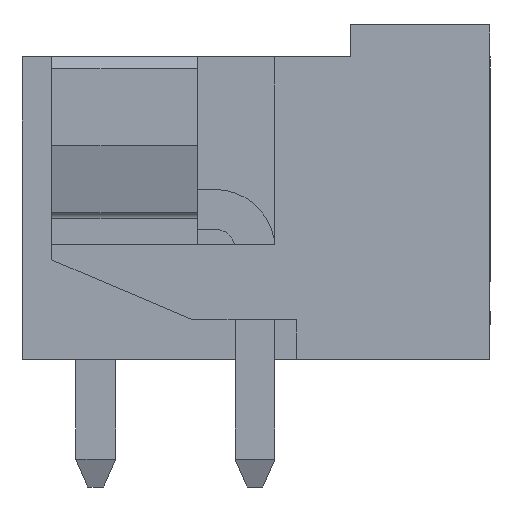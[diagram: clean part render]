
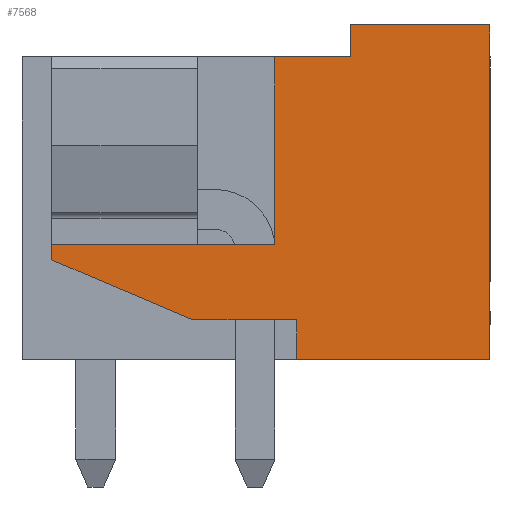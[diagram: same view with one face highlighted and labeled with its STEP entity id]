
A CAD part, left-side view. The second image highlights one B-rep face of the part: STEP entity #7568.
In plain terms, the highlighted planar face has unit normal (-1, 0, 0).
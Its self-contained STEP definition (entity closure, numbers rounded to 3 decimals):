
#7541=AXIS2_PLACEMENT_3D('Plane Axis2P3D',#7538,#7539,#7540) ;
#217=CARTESIAN_POINT('Vertex',(0.,0.,11.6)) ;
#220=CARTESIAN_POINT('Line Origine',(0.,0.,7.4)) ;
#224=CARTESIAN_POINT('Vertex',(0.,0.,3.2)) ;
#1103=CARTESIAN_POINT('Vertex',(0.,3.5,11.6)) ;
#1106=CARTESIAN_POINT('Line Origine',(0.,1.75,11.6)) ;
#1463=CARTESIAN_POINT('Vertex',(0.,5.4,10.8)) ;
#1466=CARTESIAN_POINT('Line Origine',(0.,4.45,10.8)) ;
#1470=CARTESIAN_POINT('Vertex',(0.,3.5,10.8)) ;
#2243=CARTESIAN_POINT('Line Origine',(0.,2.427,3.2)) ;
#2247=CARTESIAN_POINT('Vertex',(0.,4.854,3.2)) ;
#7012=CARTESIAN_POINT('Vertex',(0.,11.,5.7)) ;
#7026=CARTESIAN_POINT('Vertex',(0.,7.465,4.2)) ;
#7029=CARTESIAN_POINT('Line Origine',(0.,9.233,4.95)) ;
#7057=CARTESIAN_POINT('Vertex',(0.,4.854,4.2)) ;
#7060=CARTESIAN_POINT('Line Origine',(0.,6.16,4.2)) ;
#7311=CARTESIAN_POINT('Line Origine',(0.,4.854,3.7)) ;
#7328=CARTESIAN_POINT('Line Origine',(0.,3.5,11.2)) ;
#7390=CARTESIAN_POINT('Line Origine',(0.,11.,5.89)) ;
#7394=CARTESIAN_POINT('Vertex',(0.,11.,6.08)) ;
#7538=CARTESIAN_POINT('Axis2P3D Location',(0.,0.,0.)) ;
#7543=CARTESIAN_POINT('Line Origine',(0.,8.2,6.08)) ;
#7547=CARTESIAN_POINT('Vertex',(0.,5.4,6.08)) ;
#7550=CARTESIAN_POINT('Line Origine',(0.,5.4,8.44)) ;
#221=DIRECTION('Vector Direction',(0.,0.,-1.)) ;
#1107=DIRECTION('Vector Direction',(0.,-1.,0.)) ;
#1467=DIRECTION('Vector Direction',(0.,-1.,0.)) ;
#2244=DIRECTION('Vector Direction',(0.,1.,0.)) ;
#7030=DIRECTION('Vector Direction',(0.,-0.921,-0.391)) ;
#7061=DIRECTION('Vector Direction',(0.,-1.,0.)) ;
#7312=DIRECTION('Vector Direction',(0.,0.,1.)) ;
#7329=DIRECTION('Vector Direction',(0.,0.,1.)) ;
#7391=DIRECTION('Vector Direction',(0.,0.,-1.)) ;
#7539=DIRECTION('Axis2P3D Direction',(-1.,0.,0.)) ;
#7540=DIRECTION('Axis2P3D XDirection',(0.,-1.,0.)) ;
#7544=DIRECTION('Vector Direction',(0.,1.,0.)) ;
#7551=DIRECTION('Vector Direction',(0.,0.,1.)) ;
#222=VECTOR('Line Direction',#221,1.) ;
#1108=VECTOR('Line Direction',#1107,1.) ;
#1468=VECTOR('Line Direction',#1467,1.) ;
#2245=VECTOR('Line Direction',#2244,1.) ;
#7031=VECTOR('Line Direction',#7030,1.) ;
#7062=VECTOR('Line Direction',#7061,1.) ;
#7313=VECTOR('Line Direction',#7312,1.) ;
#7330=VECTOR('Line Direction',#7329,1.) ;
#7392=VECTOR('Line Direction',#7391,1.) ;
#7545=VECTOR('Line Direction',#7544,1.) ;
#7552=VECTOR('Line Direction',#7551,1.) ;
#7556=ORIENTED_EDGE('',*,*,#7549,.T.) ;
#7557=ORIENTED_EDGE('',*,*,#7396,.T.) ;
#7558=ORIENTED_EDGE('',*,*,#7033,.T.) ;
#7559=ORIENTED_EDGE('',*,*,#7064,.T.) ;
#7560=ORIENTED_EDGE('',*,*,#7315,.F.) ;
#7561=ORIENTED_EDGE('',*,*,#2249,.T.) ;
#7562=ORIENTED_EDGE('',*,*,#226,.T.) ;
#7563=ORIENTED_EDGE('',*,*,#1110,.T.) ;
#7564=ORIENTED_EDGE('',*,*,#7332,.T.) ;
#7565=ORIENTED_EDGE('',*,*,#1472,.T.) ;
#7566=ORIENTED_EDGE('',*,*,#7554,.F.) ;
#7568=ADVANCED_FACE('HOUSING',(#7567),#7542,.T.) ;
#226=EDGE_CURVE('',#225,#218,#223,.F.) ;
#1110=EDGE_CURVE('',#218,#1104,#1109,.F.) ;
#1472=EDGE_CURVE('',#1471,#1464,#1469,.F.) ;
#2249=EDGE_CURVE('',#2248,#225,#2246,.F.) ;
#7033=EDGE_CURVE('',#7013,#7027,#7032,.T.) ;
#7064=EDGE_CURVE('',#7027,#7058,#7063,.T.) ;
#7315=EDGE_CURVE('',#2248,#7058,#7314,.T.) ;
#7332=EDGE_CURVE('',#1104,#1471,#7331,.F.) ;
#7396=EDGE_CURVE('',#7395,#7013,#7393,.T.) ;
#7549=EDGE_CURVE('',#7548,#7395,#7546,.T.) ;
#7554=EDGE_CURVE('',#7548,#1464,#7553,.T.) ;
#7555=EDGE_LOOP('',(#7556,#7557,#7558,#7559,#7560,#7561,#7562,#7563,#7564,#7565,#7566)) ;
#7567=FACE_OUTER_BOUND('',#7555,.T.) ;
#223=LINE('Line',#220,#222) ;
#1109=LINE('Line',#1106,#1108) ;
#1469=LINE('Line',#1466,#1468) ;
#2246=LINE('Line',#2243,#2245) ;
#7032=LINE('Line',#7029,#7031) ;
#7063=LINE('Line',#7060,#7062) ;
#7314=LINE('Line',#7311,#7313) ;
#7331=LINE('Line',#7328,#7330) ;
#7393=LINE('Line',#7390,#7392) ;
#7546=LINE('Line',#7543,#7545) ;
#7553=LINE('Line',#7550,#7552) ;
#7542=PLANE('',#7541) ;
#218=VERTEX_POINT('',#217) ;
#225=VERTEX_POINT('',#224) ;
#1104=VERTEX_POINT('',#1103) ;
#1464=VERTEX_POINT('',#1463) ;
#1471=VERTEX_POINT('',#1470) ;
#2248=VERTEX_POINT('',#2247) ;
#7013=VERTEX_POINT('',#7012) ;
#7027=VERTEX_POINT('',#7026) ;
#7058=VERTEX_POINT('',#7057) ;
#7395=VERTEX_POINT('',#7394) ;
#7548=VERTEX_POINT('',#7547) ;
